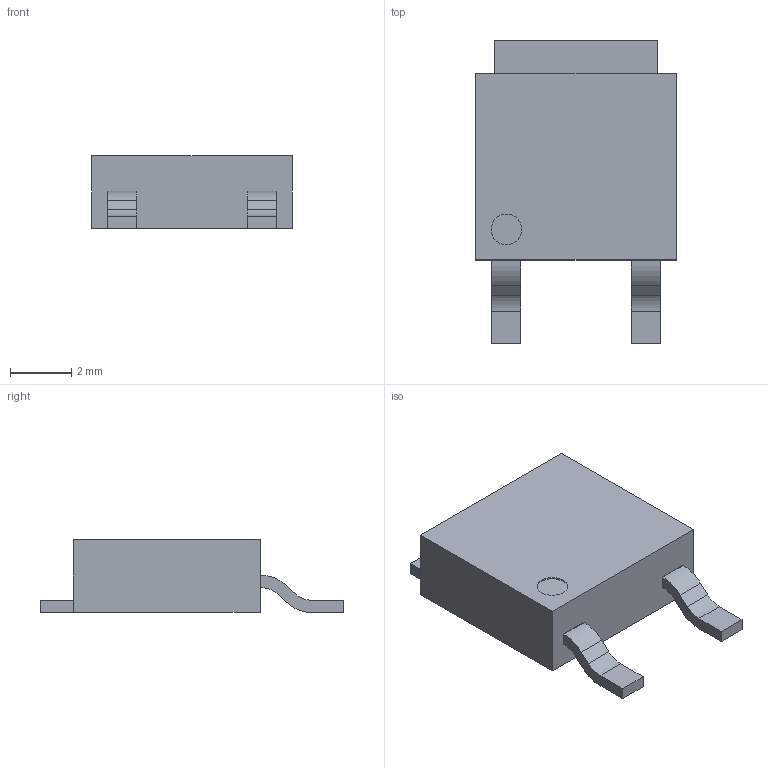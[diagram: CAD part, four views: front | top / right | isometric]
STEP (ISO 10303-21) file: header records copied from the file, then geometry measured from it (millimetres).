
FILE_DESCRIPTION(('FreeCAD Model'),'2;1');
FILE_NAME('DPAK456P990X238-3.step', '2021-03-26T21:13:34',('kicad StepUp'),('ksu MCAD'), 'Open CASCADE STEP processor 7.2','FreeCAD','Unknown');
FILE_SCHEMA(('AUTOMOTIVE_DESIGN { 1 0 10303 214 1 1 1 1 }'));
Length unit declared in the file: millimetre
Products named in the file (1): DPAK456P990X238-3
Bounding box: 6.54 x 9.9 x 2.38 mm (x, y, z)
Volume: 99.4 mm3; surface area: 223.4 mm2
Topology: 4 solids, 4 shells, 47 faces, 114 edges, 76 vertices
Faces by surface type: plane 37, cylinder 10
Entity records: 1705 total; most frequent: CARTESIAN_POINT 238, DIRECTION 230, ORIENTED_EDGE 228, EDGE_CURVE 114, LINE 94, VECTOR 94, VERTEX_POINT 76, AXIS2_PLACEMENT_3D 68
